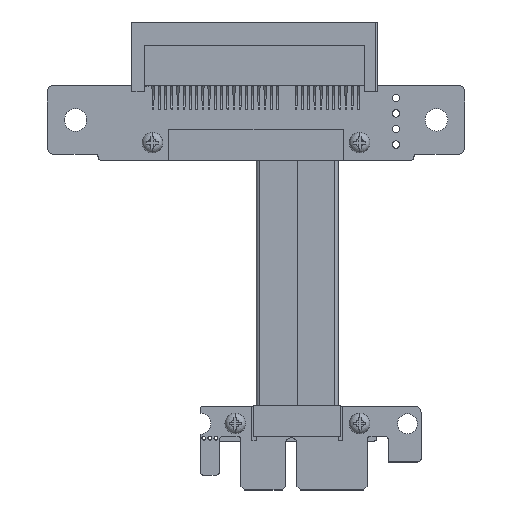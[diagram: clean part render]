
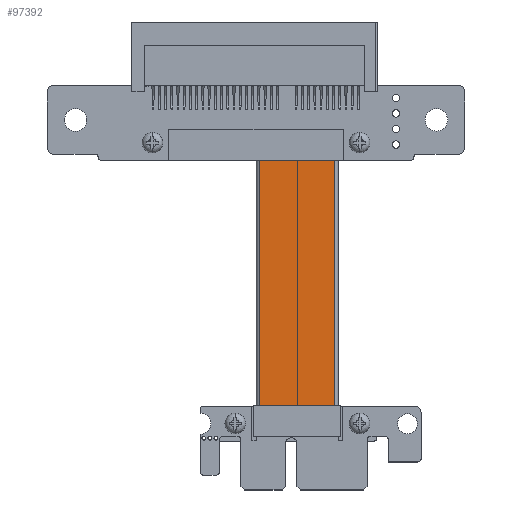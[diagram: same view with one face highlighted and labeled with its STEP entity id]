
A CAD part, top view. The second image highlights one B-rep face of the part: STEP entity #97392.
In plain terms, the highlighted face is planar.
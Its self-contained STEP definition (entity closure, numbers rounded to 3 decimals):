
#97355 = VERTEX_POINT('',#97356);
#97356 = CARTESIAN_POINT('',(12.065,-1.4,-43.));
#97374 = VERTEX_POINT('',#97375);
#97375 = CARTESIAN_POINT('',(12.065,-1.4,0.));
#97382 = EDGE_CURVE('',#97355,#97374,#97383,.T.);
#97383 = LINE('',#97384,#97385);
#97384 = CARTESIAN_POINT('',(12.065,-1.4,-43.));
#97385 = VECTOR('',#97386,1.);
#97386 = DIRECTION('',(0.,0.,1.));
#97392 = ADVANCED_FACE('',(#97393),#97418,.T.);
#97393 = FACE_BOUND('',#97394,.T.);
#97394 = EDGE_LOOP('',(#97395,#97403,#97411,#97417));
#97395 = ORIENTED_EDGE('',*,*,#97396,.F.);
#97396 = EDGE_CURVE('',#97397,#97374,#97399,.T.);
#97397 = VERTEX_POINT('',#97398);
#97398 = CARTESIAN_POINT('',(0.,-1.4,
    0.));
#97399 = LINE('',#97400,#97401);
#97400 = CARTESIAN_POINT('',(6.032,-1.4,0.));
#97401 = VECTOR('',#97402,1.);
#97402 = DIRECTION('',(1.,0.,0.));
#97403 = ORIENTED_EDGE('',*,*,#97404,.F.);
#97404 = EDGE_CURVE('',#97405,#97397,#97407,.T.);
#97405 = VERTEX_POINT('',#97406);
#97406 = CARTESIAN_POINT('',(0.,-1.4,-43.)
  );
#97407 = LINE('',#97408,#97409);
#97408 = CARTESIAN_POINT('',(0.,-1.4,-43.)
  );
#97409 = VECTOR('',#97410,1.);
#97410 = DIRECTION('',(0.,0.,1.));
#97411 = ORIENTED_EDGE('',*,*,#97412,.T.);
#97412 = EDGE_CURVE('',#97405,#97355,#97413,.T.);
#97413 = LINE('',#97414,#97415);
#97414 = CARTESIAN_POINT('',(12.065,-1.4,-43.));
#97415 = VECTOR('',#97416,1.);
#97416 = DIRECTION('',(1.,0.,0.));
#97417 = ORIENTED_EDGE('',*,*,#97382,.T.);
#97418 = PLANE('',#97419);
#97419 = AXIS2_PLACEMENT_3D('',#97420,#97421,#97422);
#97420 = CARTESIAN_POINT('',(6.032,-1.4,-43.));
#97421 = DIRECTION('',(0.,-1.,0.));
#97422 = DIRECTION('',(0.,0.,-1.));
